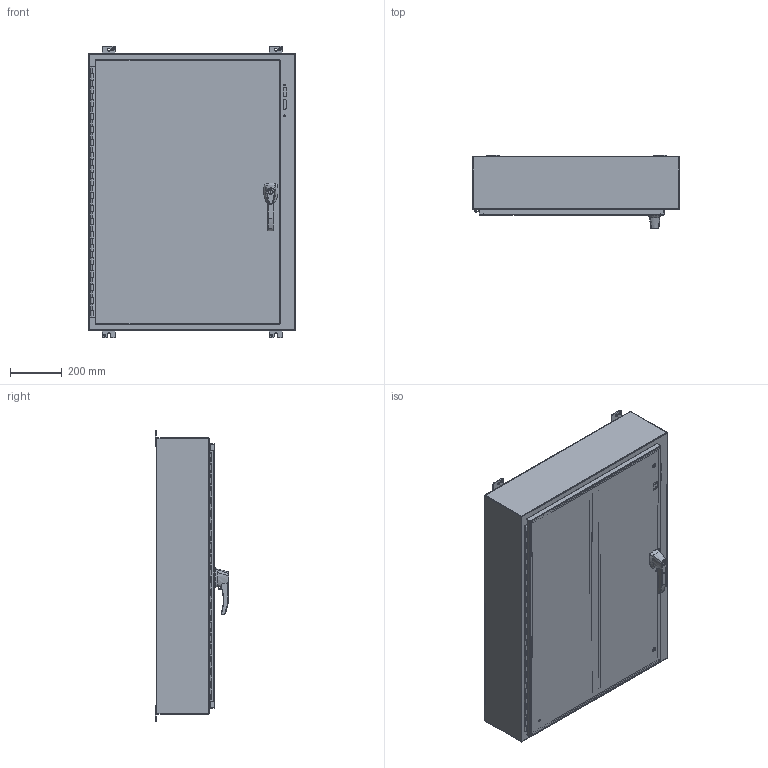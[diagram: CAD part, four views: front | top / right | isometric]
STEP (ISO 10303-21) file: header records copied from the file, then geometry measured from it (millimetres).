
FILE_DESCRIPTION (( 'STEP AP214' ), '1' );
FILE_NAME ('1447SH8HK.STEP', '2019-11-11T20:20:13', ( '' ), ( '' ), 'SwSTEP 2.0', 'SolidWorks 2019', '' );
FILE_SCHEMA (( 'AUTOMOTIVE_DESIGN' ));
Length unit declared in the file: millimetre
Products named in the file (1): 1447SH8HK
Bounding box: 796.93 x 283.9 x 1123.94 mm (x, y, z)
Volume: 7634005.4 mm3; surface area: 7639989.5 mm2
Topology: 67 solids, 68 shells, 1555 faces, 3893 edges, 2520 vertices
Faces by surface type: plane 963, cylinder 460, bspline 67, cone 33, torus 16, sphere 16
Full cylindrical faces by diameter (mm): 3.967 x2, 4.394 x2, 4.47 x6, 4.572 x2, 4.763 x1, 4.775 x2, 4.976 x2, 5.461 x2, 5.893 x1, 5.918 x1, 6.35 x15, 6.502 x2, 6.731 x3, 7.137 x4, 7.805 x4, 7.938 x8, 8.001 x2, 8.128 x1, 8.255 x1, 8.382 x6, 8.484 x1, 8.89 x1, 9.525 x13, 10.008 x2, 10.211 x2, 10.49 x3, 11.049 x2, 11.112 x4, 11.303 x4, 11.989 x2
Entity records: 97737 total; most frequent: CARTESIAN_POINT 44915, ORIENTED_EDGE 7328, DIRECTION 7293, EDGE_CURVE 3664, VERTEX_POINT 2494, AXIS2_PLACEMENT_3D 2433, LINE 2427, VECTOR 2427
